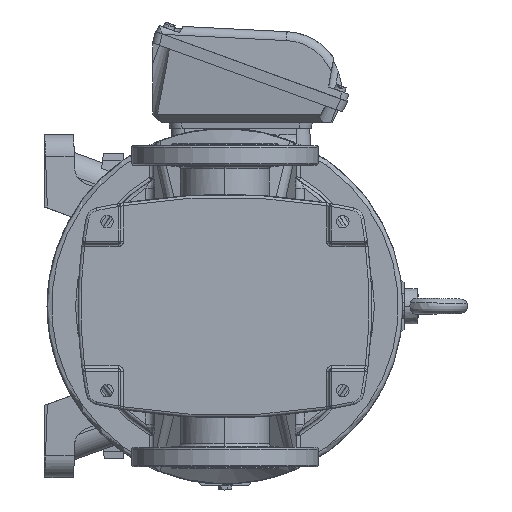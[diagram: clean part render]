
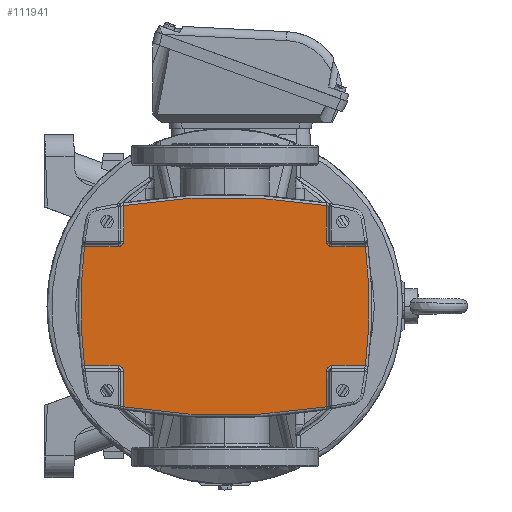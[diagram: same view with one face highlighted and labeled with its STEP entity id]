
A CAD part, front view. The second image highlights one B-rep face of the part: STEP entity #111941.
In plain terms, the highlighted planar face has unit normal (0, -1, 0).
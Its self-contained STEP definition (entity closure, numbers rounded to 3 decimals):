
#1540 = DIRECTION ( 'NONE',  ( 0., 0., 1. ) ) ;
#2505 = CARTESIAN_POINT ( 'NONE',  ( 2.227, -12.149, 21.831 ) ) ;
#2978 = CARTESIAN_POINT ( 'NONE',  ( -4.865, -12.149, 21.594 ) ) ;
#3308 = ORIENTED_EDGE ( 'NONE', *, *, #8383, .T. ) ;
#3815 = CARTESIAN_POINT ( 'NONE',  ( 0.411, -12.149, 21.594 ) ) ;
#5156 = VERTEX_POINT ( 'NONE', #81327 ) ;
#5310 = EDGE_CURVE ( 'NONE', #62750, #5156, #72480, .T. ) ;
#6835 = VECTOR ( 'NONE', #99384, 39.37 ) ;
#7591 = EDGE_CURVE ( 'NONE', #85253, #20270, #93436, .T. ) ;
#8383 = EDGE_CURVE ( 'NONE', #121826, #90898, #98584, .T. ) ;
#9397 = CARTESIAN_POINT ( 'NONE',  ( 0.647, -12.149, 21.831 ) ) ;
#10156 = CIRCLE ( 'NONE', #99479, 0.236 ) ;
#10308 = CIRCLE ( 'NONE', #91968, 27.441 ) ;
#10593 = FACE_OUTER_BOUND ( 'NONE', #60952, .T. ) ;
#11598 = AXIS2_PLACEMENT_3D ( 'NONE', #107050, #82284, #93487 ) ;
#12137 = DIRECTION ( 'NONE',  ( 0., 1., 0. ) ) ;
#12971 = CIRCLE ( 'NONE', #23243, 27.441 ) ;
#13539 = CIRCLE ( 'NONE', #151333, 0.236 ) ;
#14616 = CARTESIAN_POINT ( 'NONE',  ( -4.865, -12.149, 20.103 ) ) ;
#14660 = CARTESIAN_POINT ( 'NONE',  ( -6.68, -12.149, 21.831 ) ) ;
#16757 = DIRECTION ( 'NONE',  ( 0., 1., 0. ) ) ;
#17069 = DIRECTION ( 'NONE',  ( -1., 0., 0. ) ) ;
#18533 = CARTESIAN_POINT ( 'NONE',  ( 0.647, -12.149, 21.831 ) ) ;
#18756 = CARTESIAN_POINT ( 'NONE',  ( -24.845, -12.149, 26.319 ) ) ;
#20214 = DIRECTION ( 'NONE',  ( 0., 0., -1. ) ) ;
#20270 = VERTEX_POINT ( 'NONE', #98193 ) ;
#22482 = VERTEX_POINT ( 'NONE', #112080 ) ;
#22504 = CARTESIAN_POINT ( 'NONE',  ( -2.227, -12.149, 41.476 ) ) ;
#23243 = AXIS2_PLACEMENT_3D ( 'NONE', #45838, #84180, #47395 ) ;
#27101 = VERTEX_POINT ( 'NONE', #2978 ) ;
#28394 = ORIENTED_EDGE ( 'NONE', *, *, #86813, .T. ) ;
#29570 = DIRECTION ( 'NONE',  ( -1., 0., 0. ) ) ;
#30883 = CARTESIAN_POINT ( 'NONE',  ( 2.227, -12.149, 30.807 ) ) ;
#31025 = CARTESIAN_POINT ( 'NONE',  ( 0.647, -12.149, 31.043 ) ) ;
#35686 = EDGE_CURVE ( 'NONE', #90898, #27101, #124578, .T. ) ;
#36021 = CARTESIAN_POINT ( 'NONE',  ( 0.647, -12.149, 21.594 ) ) ;
#36693 = CARTESIAN_POINT ( 'NONE',  ( 0.411, -12.149, 20.103 ) ) ;
#37655 = EDGE_CURVE ( 'NONE', #127168, #68906, #10156, .T. ) ;
#39919 = EDGE_CURVE ( 'NONE', #105626, #81986, #79370, .T. ) ;
#42384 = ORIENTED_EDGE ( 'NONE', *, *, #39919, .T. ) ;
#42817 = CARTESIAN_POINT ( 'NONE',  ( -4.865, -12.149, 32.535 ) ) ;
#43224 = ORIENTED_EDGE ( 'NONE', *, *, #151761, .T. ) ;
#45838 = CARTESIAN_POINT ( 'NONE',  ( 20.391, -12.149, 26.319 ) ) ;
#46547 = LINE ( 'NONE', #57731, #91632 ) ;
#47241 = DIRECTION ( 'NONE',  ( -0.122, 0., -0.992 ) ) ;
#47395 = DIRECTION ( 'NONE',  ( -0.987, 0., 0.164 ) ) ;
#47455 = ORIENTED_EDGE ( 'NONE', *, *, #59717, .T. ) ;
#47622 = DIRECTION ( 'NONE',  ( 0., -1., 0. ) ) ;
#48189 = EDGE_CURVE ( 'NONE', #81986, #121826, #12971, .T. ) ;
#48781 = CARTESIAN_POINT ( 'NONE',  ( -5.101, -12.149, 21.831 ) ) ;
#51017 = EDGE_CURVE ( 'NONE', #5156, #72058, #13539, .T. ) ;
#55586 = LINE ( 'NONE', #42817, #60838 ) ;
#57065 = DIRECTION ( 'NONE',  ( 0.987, 0., -0.164 ) ) ;
#57434 = CIRCLE ( 'NONE', #11598, 0.236 ) ;
#57731 = CARTESIAN_POINT ( 'NONE',  ( -4.865, -12.149, 21.594 ) ) ;
#59342 = EDGE_CURVE ( 'NONE', #72058, #65626, #128676, .T. ) ;
#59717 = EDGE_CURVE ( 'NONE', #66461, #22482, #55586, .T. ) ;
#60394 = CARTESIAN_POINT ( 'NONE',  ( -2.227, -12.149, 11.161 ) ) ;
#60838 = VECTOR ( 'NONE', #105962, 39.37 ) ;
#60858 = DIRECTION ( 'NONE',  ( 1., 0., 0. ) ) ;
#60952 = EDGE_LOOP ( 'NONE', ( #94967, #73512, #129559, #114647, #106494, #47455, #28394, #42384, #123456, #3308, #129922, #82785, #107861, #91414, #141122, #43224 ) ) ;
#62750 = VERTEX_POINT ( 'NONE', #30883 ) ;
#65626 = VERTEX_POINT ( 'NONE', #72150 ) ;
#66211 = DIRECTION ( 'NONE',  ( 0., 1., 0. ) ) ;
#66461 = VERTEX_POINT ( 'NONE', #137043 ) ;
#68586 = VECTOR ( 'NONE', #91921, 39.37 ) ;
#68906 = VERTEX_POINT ( 'NONE', #18533 ) ;
#69101 = AXIS2_PLACEMENT_3D ( 'NONE', #121611, #12137, #60858 ) ;
#69756 = LINE ( 'NONE', #36693, #76087 ) ;
#72058 = VERTEX_POINT ( 'NONE', #134728 ) ;
#72150 = CARTESIAN_POINT ( 'NONE',  ( 0.411, -12.149, 32.535 ) ) ;
#72480 = LINE ( 'NONE', #119671, #79560 ) ;
#73512 = ORIENTED_EDGE ( 'NONE', *, *, #5310, .T. ) ;
#76077 = AXIS2_PLACEMENT_3D ( 'NONE', #90265, #16757, #139025 ) ;
#76087 = VECTOR ( 'NONE', #1540, 39.37 ) ;
#78205 = DIRECTION ( 'NONE',  ( 0., 0., -1. ) ) ;
#79370 = LINE ( 'NONE', #103365, #126806 ) ;
#79560 = VECTOR ( 'NONE', #83693, 39.37 ) ;
#81322 = CARTESIAN_POINT ( 'NONE',  ( -5.101, -12.149, 30.807 ) ) ;
#81327 = CARTESIAN_POINT ( 'NONE',  ( 0.647, -12.149, 30.807 ) ) ;
#81986 = VERTEX_POINT ( 'NONE', #131989 ) ;
#82284 = DIRECTION ( 'NONE',  ( 0., 1., 0. ) ) ;
#82785 = ORIENTED_EDGE ( 'NONE', *, *, #144748, .T. ) ;
#82924 = DIRECTION ( 'NONE',  ( 1., 0., 0. ) ) ;
#83693 = DIRECTION ( 'NONE',  ( -1., 0., 0. ) ) ;
#84180 = DIRECTION ( 'NONE',  ( 0., -1., 0. ) ) ;
#85253 = VERTEX_POINT ( 'NONE', #14616 ) ;
#86813 = EDGE_CURVE ( 'NONE', #22482, #105626, #57434, .T. ) ;
#90025 = VECTOR ( 'NONE', #82924, 39.37 ) ;
#90265 = CARTESIAN_POINT ( 'NONE',  ( -5.101, -12.149, 21.594 ) ) ;
#90898 = VERTEX_POINT ( 'NONE', #48781 ) ;
#91414 = ORIENTED_EDGE ( 'NONE', *, *, #106100, .T. ) ;
#91632 = VECTOR ( 'NONE', #20214, 39.37 ) ;
#91841 = EDGE_CURVE ( 'NONE', #65626, #66461, #113941, .T. ) ;
#91921 = DIRECTION ( 'NONE',  ( 0., 0., 1. ) ) ;
#91968 = AXIS2_PLACEMENT_3D ( 'NONE', #18756, #93836, #57065 ) ;
#93436 = CIRCLE ( 'NONE', #134246, 21.535 ) ;
#93487 = DIRECTION ( 'NONE',  ( 1., 0., 0. ) ) ;
#93836 = DIRECTION ( 'NONE',  ( 0., -1., 0. ) ) ;
#94967 = ORIENTED_EDGE ( 'NONE', *, *, #148733, .T. ) ;
#96098 = PLANE ( 'NONE',  #69101 ) ;
#97916 = CARTESIAN_POINT ( 'NONE',  ( -6.68, -12.149, 21.831 ) ) ;
#98193 = CARTESIAN_POINT ( 'NONE',  ( 0.411, -12.149, 20.103 ) ) ;
#98584 = LINE ( 'NONE', #14660, #6835 ) ;
#99384 = DIRECTION ( 'NONE',  ( 1., 0., 0. ) ) ;
#99479 = AXIS2_PLACEMENT_3D ( 'NONE', #36021, #111141, #29570 ) ;
#103365 = CARTESIAN_POINT ( 'NONE',  ( -5.101, -12.149, 30.807 ) ) ;
#105626 = VERTEX_POINT ( 'NONE', #81322 ) ;
#105962 = DIRECTION ( 'NONE',  ( 0., 0., -1. ) ) ;
#106100 = EDGE_CURVE ( 'NONE', #20270, #127168, #69756, .T. ) ;
#106494 = ORIENTED_EDGE ( 'NONE', *, *, #91841, .T. ) ;
#107050 = CARTESIAN_POINT ( 'NONE',  ( -5.101, -12.149, 31.043 ) ) ;
#107861 = ORIENTED_EDGE ( 'NONE', *, *, #7591, .T. ) ;
#111141 = DIRECTION ( 'NONE',  ( 0., 1., 0. ) ) ;
#111941 = ADVANCED_FACE ( 'NONE', ( #10593 ), #96098, .F. ) ;
#112080 = CARTESIAN_POINT ( 'NONE',  ( -4.865, -12.149, 31.043 ) ) ;
#113941 = CIRCLE ( 'NONE', #144539, 21.535 ) ;
#114647 = ORIENTED_EDGE ( 'NONE', *, *, #59342, .T. ) ;
#118873 = LINE ( 'NONE', #9397, #90025 ) ;
#119671 = CARTESIAN_POINT ( 'NONE',  ( 2.226, -12.149, 30.807 ) ) ;
#120765 = DIRECTION ( 'NONE',  ( 0., -1., 0. ) ) ;
#121611 = CARTESIAN_POINT ( 'NONE',  ( -2.227, -12.149, 26.319 ) ) ;
#121826 = VERTEX_POINT ( 'NONE', #97916 ) ;
#123456 = ORIENTED_EDGE ( 'NONE', *, *, #48189, .T. ) ;
#124578 = CIRCLE ( 'NONE', #76077, 0.236 ) ;
#124652 = VERTEX_POINT ( 'NONE', #2505 ) ;
#126806 = VECTOR ( 'NONE', #17069, 39.37 ) ;
#127168 = VERTEX_POINT ( 'NONE', #3815 ) ;
#127888 = CARTESIAN_POINT ( 'NONE',  ( 0.411, -12.149, 31.043 ) ) ;
#128676 = LINE ( 'NONE', #127888, #68586 ) ;
#129559 = ORIENTED_EDGE ( 'NONE', *, *, #51017, .T. ) ;
#129922 = ORIENTED_EDGE ( 'NONE', *, *, #35686, .T. ) ;
#131989 = CARTESIAN_POINT ( 'NONE',  ( -6.68, -12.149, 30.807 ) ) ;
#134246 = AXIS2_PLACEMENT_3D ( 'NONE', #22504, #120765, #47241 ) ;
#134728 = CARTESIAN_POINT ( 'NONE',  ( 0.411, -12.149, 31.043 ) ) ;
#137043 = CARTESIAN_POINT ( 'NONE',  ( -4.865, -12.149, 32.535 ) ) ;
#139025 = DIRECTION ( 'NONE',  ( 0., 0., 1. ) ) ;
#141122 = ORIENTED_EDGE ( 'NONE', *, *, #37655, .T. ) ;
#144539 = AXIS2_PLACEMENT_3D ( 'NONE', #60394, #47622, #155572 ) ;
#144748 = EDGE_CURVE ( 'NONE', #27101, #85253, #46547, .T. ) ;
#148733 = EDGE_CURVE ( 'NONE', #124652, #62750, #10308, .T. ) ;
#151333 = AXIS2_PLACEMENT_3D ( 'NONE', #31025, #66211, #78205 ) ;
#151761 = EDGE_CURVE ( 'NONE', #68906, #124652, #118873, .T. ) ;
#155572 = DIRECTION ( 'NONE',  ( 0.122, 0., 0.992 ) ) ;
